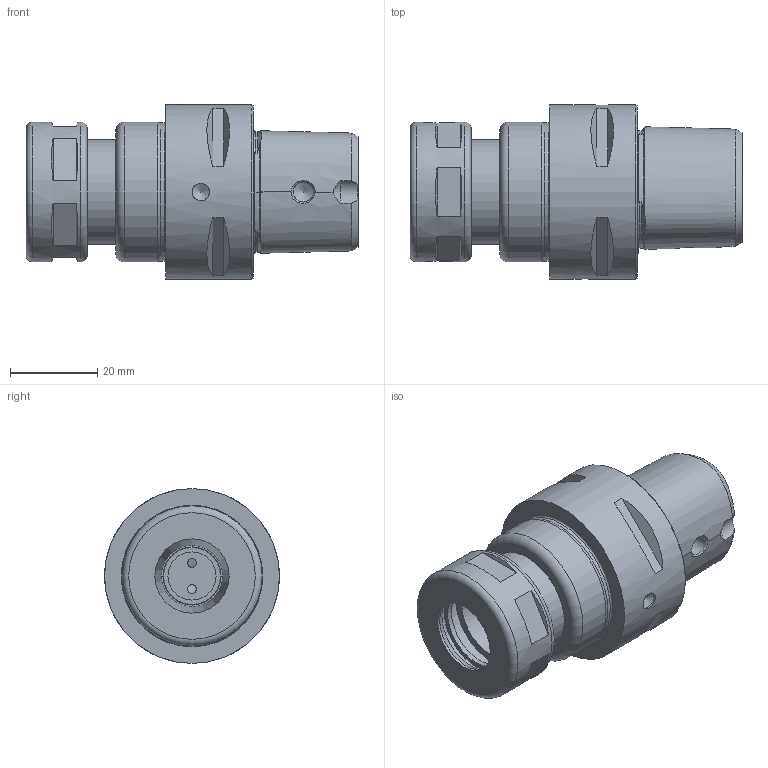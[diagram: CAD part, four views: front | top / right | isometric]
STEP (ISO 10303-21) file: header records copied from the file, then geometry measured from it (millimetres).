
FILE_DESCRIPTION((''),'2;1');
FILE_NAME('670000412052-3D.stp','2021-01-28T13:16:10',('nttooll'),(''),'Autodesk Inventor 2012','Autodesk Inventor 2012','');
FILE_SCHEMA(('AUTOMOTIVE_DESIGN { 1 0 10303 214 1 1 1 1 }'));
Length unit declared in the file: millimetre
Products named in the file (1): 670000412052-3D
Bounding box: 76 x 40 x 40 mm (x, y, z)
Volume: 45804.9 mm3; surface area: 15406 mm2
Topology: 1 solids, 1 shells, 133 faces, 289 edges, 182 vertices
Faces by surface type: plane 53, cylinder 32, cone 24, bspline 16, torus 8
Full cylindrical faces by diameter (mm): 2 x2, 4 x1, 4.599 x2, 4.6 x1, 11 x1, 13.3 x1, 14 x2, 14.5 x2, 17 x1, 18 x2, 18.2 x1, 20 x1, 20.5 x1, 24 x2, 31.6 x1, 32 x2, 40 x1
Entity records: 6725 total; most frequent: CARTESIAN_POINT 4172, DIRECTION 494, ORIENTED_EDGE 448, EDGE_CURVE 224, AXIS2_PLACEMENT_3D 218, EDGE_LOOP 210, VERTEX_POINT 168, FACE_OUTER_BOUND 131
